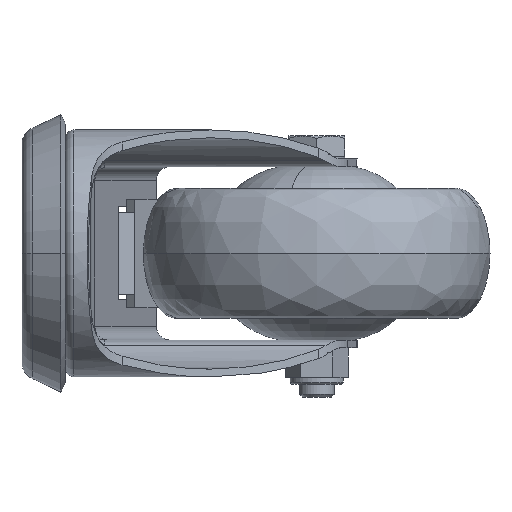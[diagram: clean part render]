
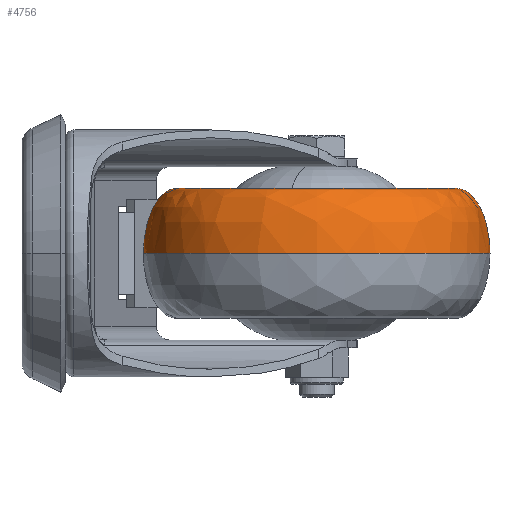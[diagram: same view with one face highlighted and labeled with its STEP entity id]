
A CAD part, left-side view. The second image highlights one B-rep face of the part: STEP entity #4756.
In plain terms, the highlighted free-form (B-spline) face has degree [3, 3] with [4, 4] control points.
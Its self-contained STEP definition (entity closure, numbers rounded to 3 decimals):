
#368 = CARTESIAN_POINT ( 'NONE',  ( 34.954, -75.511, 0. ) ) ;
#463 = ORIENTED_EDGE ( 'NONE', *, *, #6083, .T. ) ;
#645 = ORIENTED_EDGE ( 'NONE', *, *, #6215, .F. ) ;
#679 = CARTESIAN_POINT ( 'NONE',  ( -38.625, 1.279, 15. ) ) ;
#774 = CARTESIAN_POINT ( 'NONE',  ( 34.954, -67.761, 15. ) ) ;
#963 = CARTESIAN_POINT ( 'NONE',  ( 34.954, -75.511, 0. ) ) ;
#1019 = VERTEX_POINT ( 'NONE', #774 ) ;
#1317 =( BOUNDED_SURFACE ( )  B_SPLINE_SURFACE ( 3, 3, ( 
 ( #6482, #13059, #9612, #10554 ),
 ( #3955, #5294, #679, #4184 ),
 ( #12764, #8543, #8382, #10855 ),
 ( #963, #2876, #11712, #1804 ) ),
 .UNSPECIFIED., .F., .F., .F. ) 
 B_SPLINE_SURFACE_WITH_KNOTS ( ( 4, 4 ),
 ( 4, 4 ),
 ( 0., 1. ),
 ( 0., 1. ),
 .UNSPECIFIED. ) 
 GEOMETRIC_REPRESENTATION_ITEM ( )  RATIONAL_B_SPLINE_SURFACE ( (
 ( 1., 0.333, 0.333, 1.),
 ( 0.805, 0.268, 0.268, 0.805),
 ( 0.805, 0.268, 0.268, 0.805),
 ( 1., 0.333, 0.333, 1.) ) ) 
 REPRESENTATION_ITEM ( '' )  SURFACE ( )  );
#1440 = EDGE_LOOP ( 'NONE', ( #10209, #463, #1865, #645 ) ) ;
#1804 = CARTESIAN_POINT ( 'NONE',  ( 34.954, 4.489, 0. ) ) ;
#1865 = ORIENTED_EDGE ( 'NONE', *, *, #9346, .F. ) ;
#2876 = CARTESIAN_POINT ( 'NONE',  ( -45.046, -75.511, 0. ) ) ;
#3115 = CARTESIAN_POINT ( 'NONE',  ( 34.954, -3.261, 15. ) ) ;
#3265 = CARTESIAN_POINT ( 'NONE',  ( 34.954, -67.761, 15. ) ) ;
#3682 = EDGE_CURVE ( 'NONE', #4121, #6349, #9244, .T. ) ;
#3955 = CARTESIAN_POINT ( 'NONE',  ( 34.954, -72.301, 15. ) ) ;
#4096 = VERTEX_POINT ( 'NONE', #368 ) ;
#4121 = VERTEX_POINT ( 'NONE', #5860 ) ;
#4184 = CARTESIAN_POINT ( 'NONE',  ( 34.954, 1.279, 15. ) ) ;
#4756 = ADVANCED_FACE ( 'NONE', ( #7335 ), #1317, .F. ) ;
#4848 = CARTESIAN_POINT ( 'NONE',  ( 34.954, 4.489, 0. ) ) ;
#5294 = CARTESIAN_POINT ( 'NONE',  ( -38.625, -72.301, 15. ) ) ;
#5600 = CARTESIAN_POINT ( 'NONE',  ( 34.954, -72.301, 15. ) ) ;
#5667 = CIRCLE ( 'NONE', #13011, 32.25 ) ;
#5860 = CARTESIAN_POINT ( 'NONE',  ( 34.954, 4.489, 0. ) ) ;
#6083 = EDGE_CURVE ( 'NONE', #4121, #4096, #8866, .T. ) ;
#6215 = EDGE_CURVE ( 'NONE', #6349, #1019, #5667, .T. ) ;
#6349 = VERTEX_POINT ( 'NONE', #3115 ) ;
#6360 = AXIS2_PLACEMENT_3D ( 'NONE', #6585, #14253, #8795 ) ;
#6482 = CARTESIAN_POINT ( 'NONE',  ( 34.954, -67.761, 15. ) ) ;
#6585 = CARTESIAN_POINT ( 'NONE',  ( 34.954, -35.511, 0. ) ) ;
#7106 = CARTESIAN_POINT ( 'NONE',  ( 34.954, -3.261, 15. ) ) ;
#7222 = DIRECTION ( 'NONE',  ( 0., 0., 1. ) ) ;
#7335 = FACE_OUTER_BOUND ( 'NONE', #1440, .T. ) ;
#7856 = CARTESIAN_POINT ( 'NONE',  ( 34.954, -75.511, 0. ) ) ;
#8382 = CARTESIAN_POINT ( 'NONE',  ( -45.046, 4.489, 8.787 ) ) ;
#8480 = DIRECTION ( 'NONE',  ( 1., 0., 0. ) ) ;
#8543 = CARTESIAN_POINT ( 'NONE',  ( -45.046, -75.511, 8.787 ) ) ;
#8795 = DIRECTION ( 'NONE',  ( -1., 0., 0. ) ) ;
#8866 = CIRCLE ( 'NONE', #6360, 40. ) ;
#9244 =( BOUNDED_CURVE ( )  B_SPLINE_CURVE ( 3, ( #4848, #13620, #12535, #7106 ),
 .UNSPECIFIED., .F., .T. ) 
 B_SPLINE_CURVE_WITH_KNOTS ( ( 4, 4 ),
 ( 4.712, 6.283 ),
 .UNSPECIFIED. ) 
 CURVE ( )  GEOMETRIC_REPRESENTATION_ITEM ( )  RATIONAL_B_SPLINE_CURVE ( ( 1., 0.805, 0.805, 1. ) ) 
 REPRESENTATION_ITEM ( '' )  );
#9346 = EDGE_CURVE ( 'NONE', #1019, #4096, #13109, .T. ) ;
#9612 = CARTESIAN_POINT ( 'NONE',  ( -29.546, -3.261, 15. ) ) ;
#10209 = ORIENTED_EDGE ( 'NONE', *, *, #3682, .F. ) ;
#10554 = CARTESIAN_POINT ( 'NONE',  ( 34.954, -3.261, 15. ) ) ;
#10855 = CARTESIAN_POINT ( 'NONE',  ( 34.954, 4.489, 8.787 ) ) ;
#11712 = CARTESIAN_POINT ( 'NONE',  ( -45.046, 4.489, 0. ) ) ;
#12535 = CARTESIAN_POINT ( 'NONE',  ( 34.954, 1.279, 15. ) ) ;
#12764 = CARTESIAN_POINT ( 'NONE',  ( 34.954, -75.511, 8.787 ) ) ;
#12788 = CARTESIAN_POINT ( 'NONE',  ( 34.954, -35.511, 15. ) ) ;
#13011 = AXIS2_PLACEMENT_3D ( 'NONE', #12788, #7222, #8480 ) ;
#13059 = CARTESIAN_POINT ( 'NONE',  ( -29.546, -67.761, 15. ) ) ;
#13109 =( BOUNDED_CURVE ( )  B_SPLINE_CURVE ( 3, ( #3265, #5600, #13306, #7856 ),
 .UNSPECIFIED., .F., .F. ) 
 B_SPLINE_CURVE_WITH_KNOTS ( ( 4, 4 ),
 ( 0., 1.571 ),
 .UNSPECIFIED. ) 
 CURVE ( )  GEOMETRIC_REPRESENTATION_ITEM ( )  RATIONAL_B_SPLINE_CURVE ( ( 1., 0.805, 0.805, 1. ) ) 
 REPRESENTATION_ITEM ( '' )  );
#13306 = CARTESIAN_POINT ( 'NONE',  ( 34.954, -75.511, 8.787 ) ) ;
#13620 = CARTESIAN_POINT ( 'NONE',  ( 34.954, 4.489, 8.787 ) ) ;
#14253 = DIRECTION ( 'NONE',  ( 0., 0., 1. ) ) ;
